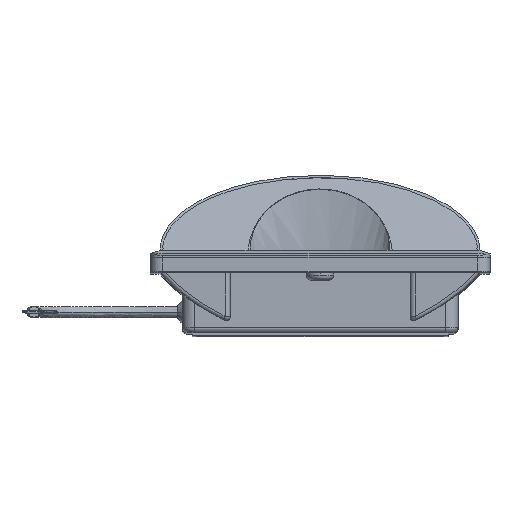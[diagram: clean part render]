
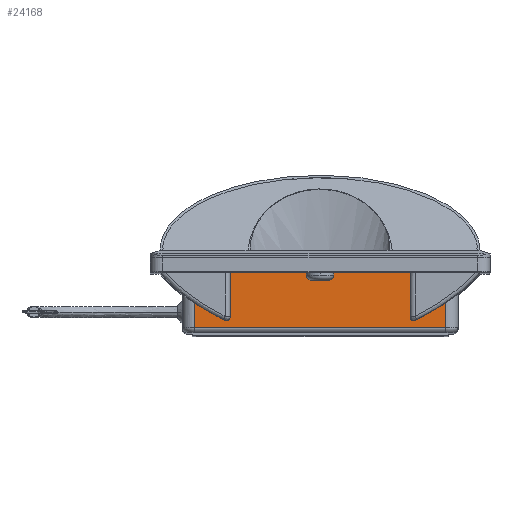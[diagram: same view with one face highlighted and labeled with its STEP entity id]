
A CAD part, top view. The second image highlights one B-rep face of the part: STEP entity #24168.
In plain terms, the highlighted planar face has unit normal (0, 0, 1).
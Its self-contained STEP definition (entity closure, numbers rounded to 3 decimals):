
#310 = VERTEX_POINT ( 'NONE', #3367 ) ;
#533 = EDGE_CURVE ( 'NONE', #23557, #26126, #21762, .T. ) ;
#602 = ORIENTED_EDGE ( 'NONE', *, *, #22560, .T. ) ;
#695 = DIRECTION ( 'NONE',  ( 0., 0., -1. ) ) ;
#729 = EDGE_CURVE ( 'NONE', #26126, #10711, #25149, .T. ) ;
#797 = CARTESIAN_POINT ( 'NONE',  ( 50.218, -12.11, 164. ) ) ;
#805 = VERTEX_POINT ( 'NONE', #19390 ) ;
#844 = CIRCLE ( 'NONE', #16007, 2. ) ;
#1518 = ORIENTED_EDGE ( 'NONE', *, *, #12754, .T. ) ;
#2046 = DIRECTION ( 'NONE',  ( -1., 0., 0. ) ) ;
#2116 = DIRECTION ( 'NONE',  ( 0., -1., 0. ) ) ;
#2215 = VECTOR ( 'NONE', #4461, 1000. ) ;
#2272 = VERTEX_POINT ( 'NONE', #24433 ) ;
#2343 = ORIENTED_EDGE ( 'NONE', *, *, #14621, .T. ) ;
#2401 = VERTEX_POINT ( 'NONE', #21016 ) ;
#2420 = CARTESIAN_POINT ( 'NONE',  ( 0., -3., 164. ) ) ;
#2656 = DIRECTION ( 'NONE',  ( -1., 0., 0. ) ) ;
#2853 = CARTESIAN_POINT ( 'NONE',  ( 46.402, -14.705, 164. ) ) ;
#2941 = CARTESIAN_POINT ( 'NONE',  ( 38.143, -19.018, 164. ) ) ;
#3367 = CARTESIAN_POINT ( 'NONE',  ( 50.218, -22., 164. ) ) ;
#3507 = ORIENTED_EDGE ( 'NONE', *, *, #26265, .T. ) ;
#3707 = EDGE_CURVE ( 'NONE', #12024, #2272, #24078, .T. ) ;
#3710 = CARTESIAN_POINT ( 'NONE',  ( 36., -17.663, 164. ) ) ;
#3956 = CARTESIAN_POINT ( 'NONE',  ( -5.5, 0., 164. ) ) ;
#3959 = EDGE_CURVE ( 'NONE', #2272, #310, #17510, .T. ) ;
#4023 = DIRECTION ( 'NONE',  ( 0., 0., -1. ) ) ;
#4158 = EDGE_CURVE ( 'NONE', #8011, #805, #8862, .T. ) ;
#4336 = ORIENTED_EDGE ( 'NONE', *, *, #17995, .F. ) ;
#4339 = DIRECTION ( 'NONE',  ( 0., 0., -1. ) ) ;
#4461 = DIRECTION ( 'NONE',  ( 0., -1., 0. ) ) ;
#4972 = ORIENTED_EDGE ( 'NONE', *, *, #4158, .T. ) ;
#5225 = LINE ( 'NONE', #7824, #24853 ) ;
#5317 = LINE ( 'NONE', #17246, #14212 ) ;
#5546 = ORIENTED_EDGE ( 'NONE', *, *, #533, .T. ) ;
#5561 = AXIS2_PLACEMENT_3D ( 'NONE', #13225, #19463, #23209 ) ;
#5573 = VERTEX_POINT ( 'NONE', #3710 ) ;
#5687 = DIRECTION ( 'NONE',  ( -1., 0., 0. ) ) ;
#6028 = CARTESIAN_POINT ( 'NONE',  ( -38.143, -19.018, 164. ) ) ;
#6317 = VECTOR ( 'NONE', #8309, 1000. ) ;
#6583 = EDGE_CURVE ( 'NONE', #22062, #21173, #844, .T. ) ;
#7095 = ORIENTED_EDGE ( 'NONE', *, *, #17561, .T. ) ;
#7736 = VERTEX_POINT ( 'NONE', #15556 ) ;
#7824 = CARTESIAN_POINT ( 'NONE',  ( 5.5, -3., 164. ) ) ;
#8011 = VERTEX_POINT ( 'NONE', #25132 ) ;
#8309 = DIRECTION ( 'NONE',  ( -1., 0., 0. ) ) ;
#8382 = CARTESIAN_POINT ( 'NONE',  ( -55.218, -24., 164. ) ) ;
#8862 = LINE ( 'NONE', #22257, #6317 ) ;
#9104 = B_SPLINE_CURVE_WITH_KNOTS ( 'NONE', 3,
 ( #6028, #24354, #12256, #10036 ),
 .UNSPECIFIED., .F., .F.,
 ( 4, 4 ),
 ( 0.067, 0.456 ),
 .UNSPECIFIED. ) ;
#9257 = VECTOR ( 'NONE', #26205, 1000. ) ;
#10036 = CARTESIAN_POINT ( 'NONE',  ( -50.218, -12.11, 164. ) ) ;
#10143 = CARTESIAN_POINT ( 'NONE',  ( -3.5, -3., 164. ) ) ;
#10373 = EDGE_CURVE ( 'NONE', #5573, #8011, #12133, .T. ) ;
#10444 = PLANE ( 'NONE',  #23370 ) ;
#10711 = VERTEX_POINT ( 'NONE', #3956 ) ;
#10802 = FACE_OUTER_BOUND ( 'NONE', #16436, .T. ) ;
#11176 = DIRECTION ( 'NONE',  ( 0., 1., 0. ) ) ;
#11239 = VERTEX_POINT ( 'NONE', #25940 ) ;
#11350 = LINE ( 'NONE', #2420, #20880 ) ;
#11498 = LINE ( 'NONE', #18313, #25090 ) ;
#12024 = VERTEX_POINT ( 'NONE', #21823 ) ;
#12133 = LINE ( 'NONE', #20463, #9257 ) ;
#12215 = VECTOR ( 'NONE', #14680, 1000. ) ;
#12256 = CARTESIAN_POINT ( 'NONE',  ( -46.402, -14.705, 164. ) ) ;
#12294 = CARTESIAN_POINT ( 'NONE',  ( -36., -17.663, 164. ) ) ;
#12388 = CARTESIAN_POINT ( 'NONE',  ( 3.5, -3., 164. ) ) ;
#12459 = ORIENTED_EDGE ( 'NONE', *, *, #3707, .T. ) ;
#12754 = EDGE_CURVE ( 'NONE', #20897, #12024, #9104, .T. ) ;
#13066 = CARTESIAN_POINT ( 'NONE',  ( 42.306, -17.043, 164. ) ) ;
#13225 = CARTESIAN_POINT ( 'NONE',  ( 37.5, -17.663, 164. ) ) ;
#13595 = CARTESIAN_POINT ( 'NONE',  ( -55.218, -22., 164. ) ) ;
#14212 = VECTOR ( 'NONE', #11176, 1000. ) ;
#14290 = VERTEX_POINT ( 'NONE', #12294 ) ;
#14621 = EDGE_CURVE ( 'NONE', #14290, #20897, #25996, .T. ) ;
#14680 = DIRECTION ( 'NONE',  ( 0., 1., 0. ) ) ;
#14827 = CARTESIAN_POINT ( 'NONE',  ( -3.5, -1., 164. ) ) ;
#15377 = ORIENTED_EDGE ( 'NONE', *, *, #21676, .T. ) ;
#15515 = AXIS2_PLACEMENT_3D ( 'NONE', #14827, #695, #2656 ) ;
#15556 = CARTESIAN_POINT ( 'NONE',  ( 50.218, -12.11, 164. ) ) ;
#15966 = EDGE_CURVE ( 'NONE', #23557, #21173, #11350, .T. ) ;
#16007 = AXIS2_PLACEMENT_3D ( 'NONE', #24981, #16716, #21424 ) ;
#16053 = CARTESIAN_POINT ( 'NONE',  ( -38.143, -19.018, 164. ) ) ;
#16091 = ORIENTED_EDGE ( 'NONE', *, *, #729, .T. ) ;
#16436 = EDGE_LOOP ( 'NONE', ( #4336, #24285, #26090, #5546, #16091, #602, #20592, #2343, #1518, #12459, #20551, #3507, #15377, #7095, #18697, #4972 ) ) ;
#16686 = CIRCLE ( 'NONE', #5561, 1.5 ) ;
#16716 = DIRECTION ( 'NONE',  ( 0., 0., -1. ) ) ;
#17246 = CARTESIAN_POINT ( 'NONE',  ( 50.218, -24., 164. ) ) ;
#17510 = LINE ( 'NONE', #13595, #21307 ) ;
#17561 = EDGE_CURVE ( 'NONE', #2401, #5573, #16686, .T. ) ;
#17877 = EDGE_CURVE ( 'NONE', #11239, #14290, #22653, .T. ) ;
#17995 = EDGE_CURVE ( 'NONE', #22062, #805, #5225, .T. ) ;
#18313 = CARTESIAN_POINT ( 'NONE',  ( -55.218, 0., 164. ) ) ;
#18697 = ORIENTED_EDGE ( 'NONE', *, *, #10373, .T. ) ;
#18885 = CARTESIAN_POINT ( 'NONE',  ( -5.5, -3., 164. ) ) ;
#19390 = CARTESIAN_POINT ( 'NONE',  ( 5.5, 0., 164. ) ) ;
#19463 = DIRECTION ( 'NONE',  ( 0., 0., -1. ) ) ;
#19562 = DIRECTION ( 'NONE',  ( 1., 0., 0. ) ) ;
#20107 = DIRECTION ( 'NONE',  ( 0., 1., 0. ) ) ;
#20154 = CARTESIAN_POINT ( 'NONE',  ( -36., -24., 164. ) ) ;
#20271 = CARTESIAN_POINT ( 'NONE',  ( -37.5, -17.663, 164. ) ) ;
#20463 = CARTESIAN_POINT ( 'NONE',  ( 36., -24., 164. ) ) ;
#20551 = ORIENTED_EDGE ( 'NONE', *, *, #3959, .T. ) ;
#20589 = CARTESIAN_POINT ( 'NONE',  ( 5.5, -1., 164. ) ) ;
#20592 = ORIENTED_EDGE ( 'NONE', *, *, #17877, .T. ) ;
#20611 = CARTESIAN_POINT ( 'NONE',  ( -5.5, -1., 164. ) ) ;
#20869 = CARTESIAN_POINT ( 'NONE',  ( -50.218, -24., 164. ) ) ;
#20880 = VECTOR ( 'NONE', #24978, 1000. ) ;
#20897 = VERTEX_POINT ( 'NONE', #16053 ) ;
#21016 = CARTESIAN_POINT ( 'NONE',  ( 38.143, -19.018, 164. ) ) ;
#21173 = VERTEX_POINT ( 'NONE', #12388 ) ;
#21307 = VECTOR ( 'NONE', #19562, 1000. ) ;
#21424 = DIRECTION ( 'NONE',  ( -1., 0., 0. ) ) ;
#21676 = EDGE_CURVE ( 'NONE', #7736, #2401, #25521, .T. ) ;
#21762 = CIRCLE ( 'NONE', #15515, 2. ) ;
#21823 = CARTESIAN_POINT ( 'NONE',  ( -50.218, -12.11, 164. ) ) ;
#22062 = VERTEX_POINT ( 'NONE', #20589 ) ;
#22257 = CARTESIAN_POINT ( 'NONE',  ( -55.218, 0., 164. ) ) ;
#22560 = EDGE_CURVE ( 'NONE', #10711, #11239, #11498, .T. ) ;
#22653 = LINE ( 'NONE', #20154, #25176 ) ;
#23209 = DIRECTION ( 'NONE',  ( -1., 0., 0. ) ) ;
#23370 = AXIS2_PLACEMENT_3D ( 'NONE', #8382, #4339, #2046 ) ;
#23557 = VERTEX_POINT ( 'NONE', #10143 ) ;
#24078 = LINE ( 'NONE', #20869, #2215 ) ;
#24152 = AXIS2_PLACEMENT_3D ( 'NONE', #20271, #4023, #5687 ) ;
#24168 = ADVANCED_FACE ( 'NONE', ( #10802 ), #10444, .F. ) ;
#24285 = ORIENTED_EDGE ( 'NONE', *, *, #6583, .T. ) ;
#24354 = CARTESIAN_POINT ( 'NONE',  ( -42.306, -17.043, 164. ) ) ;
#24433 = CARTESIAN_POINT ( 'NONE',  ( -50.218, -22., 164. ) ) ;
#24853 = VECTOR ( 'NONE', #20107, 1000. ) ;
#24978 = DIRECTION ( 'NONE',  ( 1., 0., 0. ) ) ;
#24981 = CARTESIAN_POINT ( 'NONE',  ( 3.5, -1., 164. ) ) ;
#25090 = VECTOR ( 'NONE', #26141, 1000. ) ;
#25132 = CARTESIAN_POINT ( 'NONE',  ( 36., 0., 164. ) ) ;
#25149 = LINE ( 'NONE', #18885, #12215 ) ;
#25176 = VECTOR ( 'NONE', #2116, 1000. ) ;
#25521 = B_SPLINE_CURVE_WITH_KNOTS ( 'NONE', 3,
 ( #797, #2853, #13066, #2941 ),
 .UNSPECIFIED., .F., .F.,
 ( 4, 4 ),
 ( 0.544, 0.933 ),
 .UNSPECIFIED. ) ;
#25940 = CARTESIAN_POINT ( 'NONE',  ( -36., 0., 164. ) ) ;
#25996 = CIRCLE ( 'NONE', #24152, 1.5 ) ;
#26090 = ORIENTED_EDGE ( 'NONE', *, *, #15966, .F. ) ;
#26126 = VERTEX_POINT ( 'NONE', #20611 ) ;
#26141 = DIRECTION ( 'NONE',  ( -1., 0., 0. ) ) ;
#26205 = DIRECTION ( 'NONE',  ( 0., 1., 0. ) ) ;
#26265 = EDGE_CURVE ( 'NONE', #310, #7736, #5317, .T. ) ;
